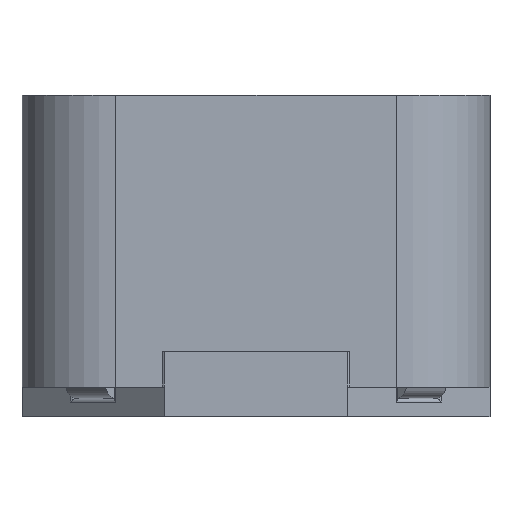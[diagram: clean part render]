
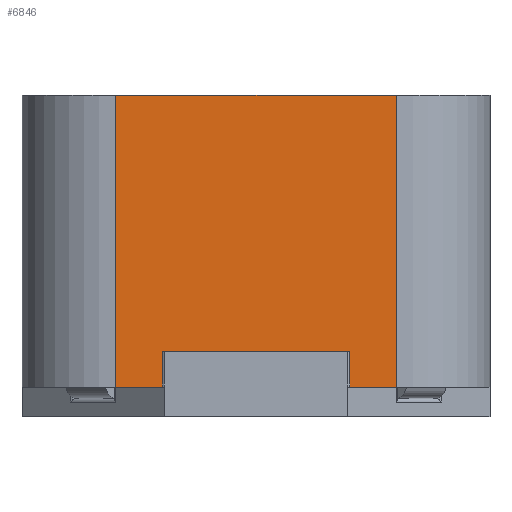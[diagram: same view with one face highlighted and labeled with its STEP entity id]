
A CAD part, front view. The second image highlights one B-rep face of the part: STEP entity #6846.
In plain terms, the highlighted planar face has unit normal (0, -1, 0).
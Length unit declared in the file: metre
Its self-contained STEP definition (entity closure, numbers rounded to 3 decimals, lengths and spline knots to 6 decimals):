
#1041=ORIENTED_EDGE('',*,*,#2696,.F.);
#1042=ORIENTED_EDGE('',*,*,#2704,.F.);
#1043=ORIENTED_EDGE('',*,*,#2735,.T.);
#1044=ORIENTED_EDGE('',*,*,#2724,.F.);
#1045=ORIENTED_EDGE('',*,*,#2736,.F.);
#1046=ORIENTED_EDGE('',*,*,#2734,.T.);
#1047=ORIENTED_EDGE('',*,*,#2737,.T.);
#1048=ORIENTED_EDGE('',*,*,#2706,.F.);
#2696=EDGE_CURVE('',#3598,#3599,#4278,.T.);
#2704=EDGE_CURVE('',#3602,#3598,#4285,.T.);
#2706=EDGE_CURVE('',#3599,#3603,#4287,.T.);
#2724=EDGE_CURVE('',#3613,#3614,#4303,.T.);
#2734=EDGE_CURVE('',#3618,#3620,#4306,.T.);
#2735=EDGE_CURVE('',#3602,#3614,#4307,.T.);
#2736=EDGE_CURVE('',#3618,#3613,#4308,.T.);
#2737=EDGE_CURVE('',#3620,#3603,#4309,.T.);
#3598=VERTEX_POINT('',#11671);
#3599=VERTEX_POINT('',#11673);
#3602=VERTEX_POINT('',#11687);
#3603=VERTEX_POINT('',#11692);
#3613=VERTEX_POINT('',#11726);
#3614=VERTEX_POINT('',#11728);
#3618=VERTEX_POINT('',#11742);
#3620=VERTEX_POINT('',#11746);
#4278=LINE('',#11672,#5031);
#4285=LINE('',#11688,#5038);
#4287=LINE('',#11691,#5040);
#4303=LINE('',#11727,#5056);
#4306=LINE('',#11747,#5059);
#4307=LINE('',#11749,#5060);
#4308=LINE('',#11750,#5061);
#4309=LINE('',#11751,#5062);
#5031=VECTOR('',#9828,1.);
#5038=VECTOR('',#9845,1.);
#5040=VECTOR('',#9849,1.);
#5056=VECTOR('',#9883,1.);
#5059=VECTOR('',#9906,1.);
#5060=VECTOR('',#9909,1.);
#5061=VECTOR('',#9910,1.);
#5062=VECTOR('',#9911,1.);
#5676=EDGE_LOOP('',(#1041,#1042,#1043,#1044,#1045,#1046,#1047,#1048));
#6132=FACE_BOUND('',#5676,.T.);
#6545=PLANE('',#8904);
#6846=ADVANCED_FACE('',(#6132),#6545,.F.);
#8904=AXIS2_PLACEMENT_3D('',#11748,#9907,#9908);
#9828=DIRECTION('',(-1.,0.,0.));
#9845=DIRECTION('',(0.,0.,1.));
#9849=DIRECTION('',(0.,0.,-1.));
#9883=DIRECTION('',(0.,0.,-1.));
#9906=DIRECTION('',(0.,0.,-1.));
#9907=DIRECTION('',(0.,1.,0.));
#9908=DIRECTION('',(-1.,0.,0.));
#9909=DIRECTION('',(1.,0.,0.));
#9910=DIRECTION('',(1.,0.,0.));
#9911=DIRECTION('',(1.,0.,0.));
#11671=CARTESIAN_POINT('',(0.0025,-0.00625,-0.00005));
#11672=CARTESIAN_POINT('',(0.0025,-0.00625,-0.00005));
#11673=CARTESIAN_POINT('',(-0.0025,-0.00625,-0.00005));
#11687=CARTESIAN_POINT('',(0.0025,-0.00625,-0.001));
#11688=CARTESIAN_POINT('',(0.0025,-0.00625,-0.001));
#11691=CARTESIAN_POINT('',(-0.0025,-0.00625,-0.00005));
#11692=CARTESIAN_POINT('',(-0.0025,-0.00625,-0.001));
#11726=CARTESIAN_POINT('',(0.00375,-0.00625,0.0068));
#11727=CARTESIAN_POINT('',(0.00375,-0.00625,0.0068));
#11728=CARTESIAN_POINT('',(0.00375,-0.00625,-0.001));
#11742=CARTESIAN_POINT('',(-0.00375,-0.00625,0.0068));
#11746=CARTESIAN_POINT('',(-0.00375,-0.00625,-0.001));
#11747=CARTESIAN_POINT('',(-0.00375,-0.00625,0.0068));
#11748=CARTESIAN_POINT('',(-0.00625,-0.00625,0.0068));
#11749=CARTESIAN_POINT('',(-0.00625,-0.00625,-0.001));
#11750=CARTESIAN_POINT('',(-0.00625,-0.00625,0.0068));
#11751=CARTESIAN_POINT('',(-0.00625,-0.00625,-0.001));
